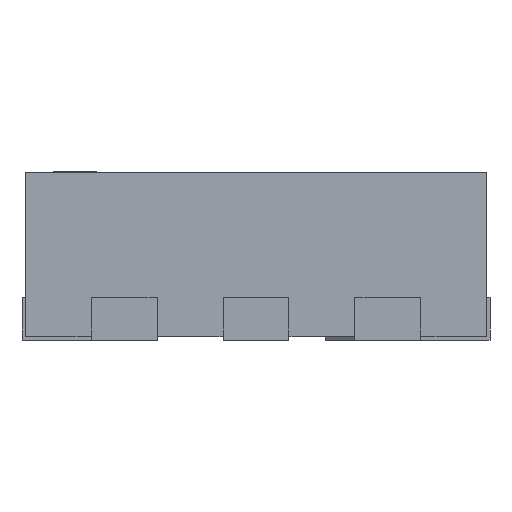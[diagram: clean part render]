
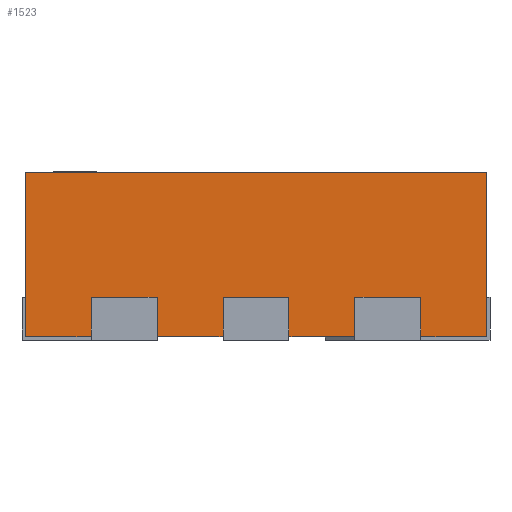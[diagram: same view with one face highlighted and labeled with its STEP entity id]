
A CAD part, left-side view. The second image highlights one B-rep face of the part: STEP entity #1523.
In plain terms, the highlighted planar face has unit normal (-1, 0, 0).
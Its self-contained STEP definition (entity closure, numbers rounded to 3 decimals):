
#108 = DIRECTION ( 'NONE',  ( 0., -1., 0. ) ) ;
#109 = CARTESIAN_POINT ( 'NONE',  ( -0.9, -0.3, 0.51 ) ) ;
#149 = VERTEX_POINT ( 'NONE', #21454 ) ;
#332 = CARTESIAN_POINT ( 'NONE',  ( -0.9, -0.7, 0.01 ) ) ;
#353 = CARTESIAN_POINT ( 'NONE',  ( -0.9, -0.7, 0.01 ) ) ;
#682 = CARTESIAN_POINT ( 'NONE',  ( -0.9, -0.7, 0.51 ) ) ;
#695 = ORIENTED_EDGE ( 'NONE', *, *, #17414, .T. ) ;
#771 = DIRECTION ( 'NONE',  ( 0., -1., 0. ) ) ;
#1007 = VECTOR ( 'NONE', #12470, 1000. ) ;
#1071 = PLANE ( 'NONE',  #8850 ) ;
#1202 = DIRECTION ( 'NONE',  ( 0., -1., 0. ) ) ;
#1209 = VECTOR ( 'NONE', #18564, 1000. ) ;
#1436 = CARTESIAN_POINT ( 'NONE',  ( -0.9, 0.7, 0.01 ) ) ;
#1523 = ADVANCED_FACE ( 'NONE', ( #16779 ), #1071, .F. ) ;
#1648 = ORIENTED_EDGE ( 'NONE', *, *, #16281, .T. ) ;
#1899 = VERTEX_POINT ( 'NONE', #8789 ) ;
#2129 = LINE ( 'NONE', #9197, #17377 ) ;
#2475 = CARTESIAN_POINT ( 'NONE',  ( -0.9, -0.7, 0.51 ) ) ;
#2529 = ORIENTED_EDGE ( 'NONE', *, *, #11615, .F. ) ;
#2530 = VERTEX_POINT ( 'NONE', #4329 ) ;
#2729 = CARTESIAN_POINT ( 'NONE',  ( -0.9, 0.7, 0.51 ) ) ;
#3263 = LINE ( 'NONE', #13781, #14203 ) ;
#3474 = VERTEX_POINT ( 'NONE', #6329 ) ;
#3753 = ORIENTED_EDGE ( 'NONE', *, *, #16252, .T. ) ;
#3810 = VERTEX_POINT ( 'NONE', #1436 ) ;
#3835 = ORIENTED_EDGE ( 'NONE', *, *, #21053, .F. ) ;
#3978 = ORIENTED_EDGE ( 'NONE', *, *, #22413, .F. ) ;
#4329 = CARTESIAN_POINT ( 'NONE',  ( -0.9, -0.3, 0.01 ) ) ;
#4360 = LINE ( 'NONE', #682, #16797 ) ;
#4378 = ORIENTED_EDGE ( 'NONE', *, *, #6920, .F. ) ;
#4579 = LINE ( 'NONE', #2729, #1209 ) ;
#4649 = CARTESIAN_POINT ( 'NONE',  ( -0.9, -0.7, 0.51 ) ) ;
#4940 = EDGE_CURVE ( 'NONE', #1899, #13766, #3263, .T. ) ;
#5153 = CARTESIAN_POINT ( 'NONE',  ( -0.9, -0.7, 0.01 ) ) ;
#5156 = VERTEX_POINT ( 'NONE', #6019 ) ;
#5398 = CARTESIAN_POINT ( 'NONE',  ( -0.9, 0.5, 0.51 ) ) ;
#5626 = LINE ( 'NONE', #14966, #11857 ) ;
#5676 = EDGE_CURVE ( 'NONE', #21375, #20098, #15912, .T. ) ;
#5685 = EDGE_CURVE ( 'NONE', #149, #5156, #19270, .T. ) ;
#5702 = DIRECTION ( 'NONE',  ( 0., 0., -1. ) ) ;
#5832 = VERTEX_POINT ( 'NONE', #22453 ) ;
#5892 = VERTEX_POINT ( 'NONE', #16930 ) ;
#6019 = CARTESIAN_POINT ( 'NONE',  ( -0.9, 0.5, 0.01 ) ) ;
#6134 = CARTESIAN_POINT ( 'NONE',  ( -0.9, -0.5, 0.01 ) ) ;
#6141 = CARTESIAN_POINT ( 'NONE',  ( -0.9, -0.7, 0.51 ) ) ;
#6325 = VECTOR ( 'NONE', #21065, 1000. ) ;
#6329 = CARTESIAN_POINT ( 'NONE',  ( -0.9, 0.1, 0.01 ) ) ;
#6541 = CARTESIAN_POINT ( 'NONE',  ( -0.9, -0.7, 0.13 ) ) ;
#6920 = EDGE_CURVE ( 'NONE', #5892, #7613, #18855, .T. ) ;
#7188 = ORIENTED_EDGE ( 'NONE', *, *, #21991, .F. ) ;
#7386 = EDGE_CURVE ( 'NONE', #15618, #3474, #14044, .T. ) ;
#7613 = VERTEX_POINT ( 'NONE', #2475 ) ;
#7743 = DIRECTION ( 'NONE',  ( 0., 0., -1. ) ) ;
#7801 = ORIENTED_EDGE ( 'NONE', *, *, #21594, .F. ) ;
#7931 = CARTESIAN_POINT ( 'NONE',  ( -0.9, -0.1, 0.13 ) ) ;
#8007 = VECTOR ( 'NONE', #17769, 1000. ) ;
#8101 = EDGE_CURVE ( 'NONE', #3810, #5156, #12230, .T. ) ;
#8383 = VERTEX_POINT ( 'NONE', #17953 ) ;
#8395 = LINE ( 'NONE', #15766, #9333 ) ;
#8789 = CARTESIAN_POINT ( 'NONE',  ( -0.9, -0.1, 0.01 ) ) ;
#8850 = AXIS2_PLACEMENT_3D ( 'NONE', #6141, #9626, #21840 ) ;
#8898 = ORIENTED_EDGE ( 'NONE', *, *, #4940, .F. ) ;
#9197 = CARTESIAN_POINT ( 'NONE',  ( -0.9, 0.1, 0.51 ) ) ;
#9239 = LINE ( 'NONE', #6541, #6325 ) ;
#9333 = VECTOR ( 'NONE', #15419, 1000. ) ;
#9362 = CARTESIAN_POINT ( 'NONE',  ( -0.9, -0.5, 0.51 ) ) ;
#9626 = DIRECTION ( 'NONE',  ( 1., 0., 0. ) ) ;
#10594 = VECTOR ( 'NONE', #108, 1000. ) ;
#11043 = ORIENTED_EDGE ( 'NONE', *, *, #5676, .T. ) ;
#11615 = EDGE_CURVE ( 'NONE', #5832, #3474, #2129, .T. ) ;
#11857 = VECTOR ( 'NONE', #771, 1000. ) ;
#11927 = VERTEX_POINT ( 'NONE', #17420 ) ;
#12101 = DIRECTION ( 'NONE',  ( 0., -1., 0. ) ) ;
#12230 = LINE ( 'NONE', #19498, #8007 ) ;
#12470 = DIRECTION ( 'NONE',  ( 0., 0., -1. ) ) ;
#12840 = EDGE_LOOP ( 'NONE', ( #3978, #11043, #7801, #4378, #695, #16419, #13175, #1648, #7188, #16344, #2529, #3753, #8898, #17594, #3835, #18414 ) ) ;
#13175 = ORIENTED_EDGE ( 'NONE', *, *, #5685, .F. ) ;
#13766 = VERTEX_POINT ( 'NONE', #7931 ) ;
#13781 = CARTESIAN_POINT ( 'NONE',  ( -0.9, -0.1, 0.51 ) ) ;
#14037 = CARTESIAN_POINT ( 'NONE',  ( -0.9, -0.5, 0.13 ) ) ;
#14044 = LINE ( 'NONE', #5153, #19057 ) ;
#14186 = DIRECTION ( 'NONE',  ( 0., 0., -1. ) ) ;
#14203 = VECTOR ( 'NONE', #20828, 1000. ) ;
#14233 = VECTOR ( 'NONE', #14186, 1000. ) ;
#14961 = LINE ( 'NONE', #9362, #17596 ) ;
#14966 = CARTESIAN_POINT ( 'NONE',  ( -0.9, -0.7, 0.13 ) ) ;
#15363 = VECTOR ( 'NONE', #1202, 1000. ) ;
#15419 = DIRECTION ( 'NONE',  ( 0., -1., 0. ) ) ;
#15480 = LINE ( 'NONE', #22513, #21234 ) ;
#15618 = VERTEX_POINT ( 'NONE', #21513 ) ;
#15766 = CARTESIAN_POINT ( 'NONE',  ( -0.9, -0.7, 0.01 ) ) ;
#15912 = LINE ( 'NONE', #332, #10594 ) ;
#16085 = LINE ( 'NONE', #19767, #20731 ) ;
#16252 = EDGE_CURVE ( 'NONE', #5832, #13766, #5626, .T. ) ;
#16281 = EDGE_CURVE ( 'NONE', #149, #11927, #9239, .T. ) ;
#16344 = ORIENTED_EDGE ( 'NONE', *, *, #7386, .T. ) ;
#16419 = ORIENTED_EDGE ( 'NONE', *, *, #8101, .T. ) ;
#16779 = FACE_OUTER_BOUND ( 'NONE', #12840, .T. ) ;
#16797 = VECTOR ( 'NONE', #7743, 1000. ) ;
#16930 = CARTESIAN_POINT ( 'NONE',  ( -0.9, 0.7, 0.51 ) ) ;
#17377 = VECTOR ( 'NONE', #5702, 1000. ) ;
#17414 = EDGE_CURVE ( 'NONE', #5892, #3810, #4579, .T. ) ;
#17420 = CARTESIAN_POINT ( 'NONE',  ( -0.9, 0.3, 0.13 ) ) ;
#17594 = ORIENTED_EDGE ( 'NONE', *, *, #18517, .T. ) ;
#17596 = VECTOR ( 'NONE', #19940, 1000. ) ;
#17769 = DIRECTION ( 'NONE',  ( 0., -1., 0. ) ) ;
#17953 = CARTESIAN_POINT ( 'NONE',  ( -0.9, -0.3, 0.13 ) ) ;
#18160 = DIRECTION ( 'NONE',  ( 0., -1., 0. ) ) ;
#18414 = ORIENTED_EDGE ( 'NONE', *, *, #18815, .T. ) ;
#18517 = EDGE_CURVE ( 'NONE', #1899, #2530, #8395, .T. ) ;
#18564 = DIRECTION ( 'NONE',  ( 0., 0., -1. ) ) ;
#18815 = EDGE_CURVE ( 'NONE', #8383, #22501, #16085, .T. ) ;
#18855 = LINE ( 'NONE', #4649, #15363 ) ;
#19057 = VECTOR ( 'NONE', #12101, 1000. ) ;
#19270 = LINE ( 'NONE', #5398, #1007 ) ;
#19304 = DIRECTION ( 'NONE',  ( 0., 0., 1. ) ) ;
#19498 = CARTESIAN_POINT ( 'NONE',  ( -0.9, -0.7, 0.01 ) ) ;
#19767 = CARTESIAN_POINT ( 'NONE',  ( -0.9, -0.7, 0.13 ) ) ;
#19940 = DIRECTION ( 'NONE',  ( 0., 0., 1. ) ) ;
#20098 = VERTEX_POINT ( 'NONE', #353 ) ;
#20731 = VECTOR ( 'NONE', #18160, 1000. ) ;
#20828 = DIRECTION ( 'NONE',  ( 0., 0., 1. ) ) ;
#21053 = EDGE_CURVE ( 'NONE', #8383, #2530, #22820, .T. ) ;
#21065 = DIRECTION ( 'NONE',  ( 0., -1., 0. ) ) ;
#21234 = VECTOR ( 'NONE', #19304, 1000. ) ;
#21375 = VERTEX_POINT ( 'NONE', #6134 ) ;
#21454 = CARTESIAN_POINT ( 'NONE',  ( -0.9, 0.5, 0.13 ) ) ;
#21513 = CARTESIAN_POINT ( 'NONE',  ( -0.9, 0.3, 0.01 ) ) ;
#21594 = EDGE_CURVE ( 'NONE', #7613, #20098, #4360, .T. ) ;
#21840 = DIRECTION ( 'NONE',  ( 0., 1., 0. ) ) ;
#21991 = EDGE_CURVE ( 'NONE', #15618, #11927, #15480, .T. ) ;
#22413 = EDGE_CURVE ( 'NONE', #21375, #22501, #14961, .T. ) ;
#22453 = CARTESIAN_POINT ( 'NONE',  ( -0.9, 0.1, 0.13 ) ) ;
#22501 = VERTEX_POINT ( 'NONE', #14037 ) ;
#22513 = CARTESIAN_POINT ( 'NONE',  ( -0.9, 0.3, 0.51 ) ) ;
#22820 = LINE ( 'NONE', #109, #14233 ) ;
